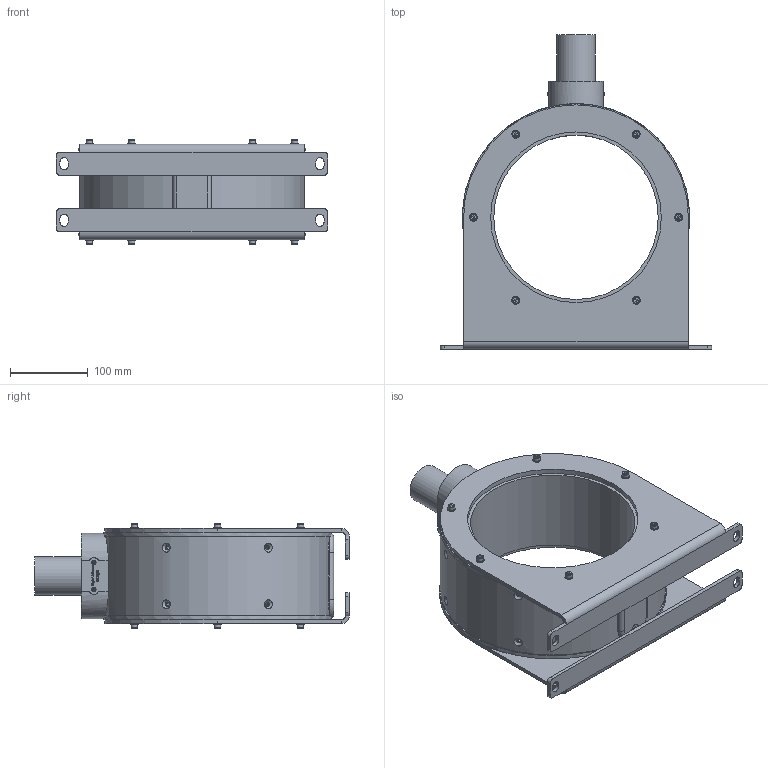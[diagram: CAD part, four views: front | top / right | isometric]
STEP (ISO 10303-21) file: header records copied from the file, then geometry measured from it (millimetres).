
FILE_DESCRIPTION (( 'STEP AP214' ), '1' );
FILE_NAME ('P-212-030-rev-A-MF.STEP', '2025-06-16T09:04:08', ( '' ), ( '' ), 'SwSTEP 2.0', 'SolidWorks 2024', '' );
FILE_SCHEMA (( 'AUTOMOTIVE_DESIGN' ));
Length unit declared in the file: millimetre
Products named in the file (1): P-212-030-rev-A-MF
Bounding box: 350 x 405.45 x 135.06 mm (x, y, z)
Volume: 4381048.9 mm3; surface area: 399381 mm2
Topology: 1 solids, 7 shells, 941 faces, 2383 edges, 1549 vertices
Faces by surface type: plane 559, bspline 206, cylinder 116, cone 36, torus 20, sphere 4
Full cylindrical faces by diameter (mm): 4.2 x8, 5 x6, 5.5 x8, 5.6 x6, 5.7 x4, 8.5 x18, 9.64 x2, 10 x12, 50 x1, 212 x1, 220 x2
Entity records: 48488 total; most frequent: CARTESIAN_POINT 17790, ORIENTED_EDGE 4344, DIRECTION 3532, EDGE_CURVE 2172, VERTEX_POINT 1460, LINE 1380, VECTOR 1380, EDGE_LOOP 1178
